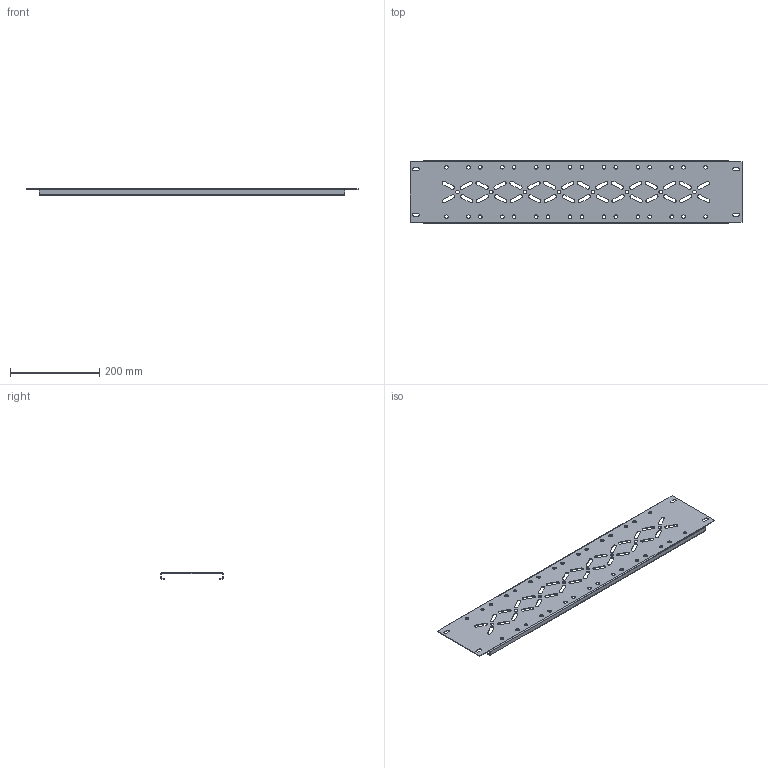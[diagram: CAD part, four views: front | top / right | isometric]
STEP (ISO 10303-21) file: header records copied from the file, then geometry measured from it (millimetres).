
FILE_DESCRIPTION (( 'STEP AP203' ), '1' );
FILE_NAME ('Ïàíåëü ÏÍ 140õ745.STEP', '2020-12-25T12:59:33', ( '' ), ( '' ), 'SwSTEP 2.0', 'SolidWorks 2019', '' );
FILE_SCHEMA (( 'CONFIG_CONTROL_DESIGN' ));
Length unit declared in the file: millimetre
Products named in the file (1): Ïàíåëü ÏÍ 140õ745
Bounding box: 745 x 140 x 14 mm (x, y, z)
Volume: 177514.4 mm3; surface area: 244500.1 mm2
Topology: 1 solids, 1 shells, 302 faces, 868 edges, 568 vertices
Faces by surface type: cylinder 196, plane 106
Entity records: 10409 total; most frequent: DIRECTION 1866, CARTESIAN_POINT 1739, ORIENTED_EDGE 1736, EDGE_CURVE 868, AXIS2_PLACEMENT_3D 695, VERTEX_POINT 568, LINE 476, VECTOR 476
